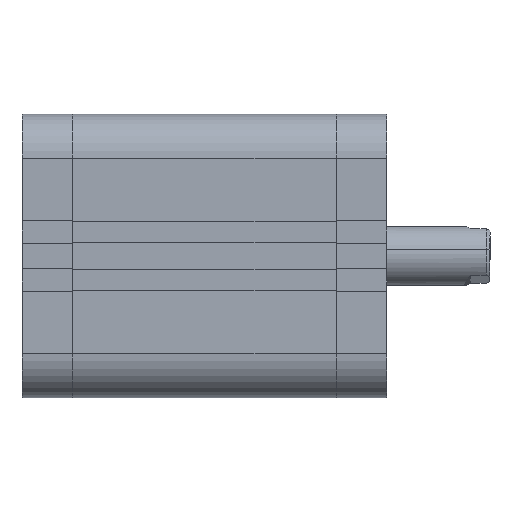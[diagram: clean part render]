
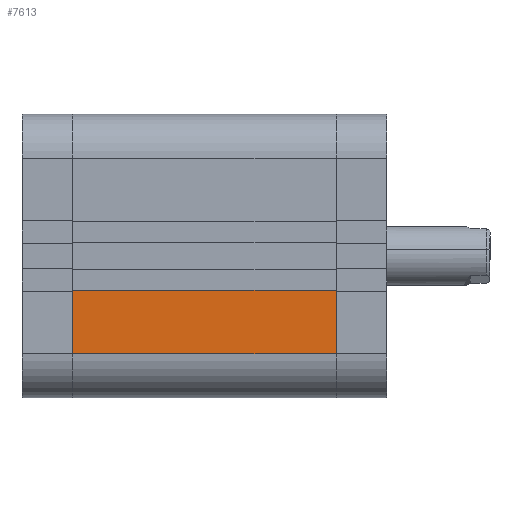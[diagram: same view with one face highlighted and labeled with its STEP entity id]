
A CAD part, front view. The second image highlights one B-rep face of the part: STEP entity #7613.
In plain terms, the highlighted planar face has unit normal (0, -1, 0).
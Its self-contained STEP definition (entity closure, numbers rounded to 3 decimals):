
#1118 = CARTESIAN_POINT ( 'NONE',  ( 71.5, -38.5, -9.3 ) ) ;
#2128 = DIRECTION ( 'NONE',  ( 0., 1., 0. ) ) ;
#2397 = LINE ( 'NONE', #28935, #32038 ) ;
#2477 = DIRECTION ( 'NONE',  ( 0., 0., 1. ) ) ;
#3754 = VERTEX_POINT ( 'NONE', #1118 ) ;
#5475 = EDGE_LOOP ( 'NONE', ( #15025, #15241, #18054, #18426 ) ) ;
#7612 = LINE ( 'NONE', #13234, #13533 ) ;
#7613 = ADVANCED_FACE ( 'NONE', ( #25565 ), #33680, .F. ) ;
#8403 = EDGE_CURVE ( 'NONE', #13187, #19121, #2397, .T. ) ;
#9720 = LINE ( 'NONE', #33643, #12900 ) ;
#10796 = EDGE_CURVE ( 'NONE', #3754, #13187, #23383, .T. ) ;
#11498 = EDGE_CURVE ( 'NONE', #19121, #16190, #7612, .T. ) ;
#12900 = VECTOR ( 'NONE', #18119, 1000. ) ;
#13187 = VERTEX_POINT ( 'NONE', #29870 ) ;
#13234 = CARTESIAN_POINT ( 'NONE',  ( 71.5, -38.5, -26.5 ) ) ;
#13533 = VECTOR ( 'NONE', #32234, 1000. ) ;
#13995 = AXIS2_PLACEMENT_3D ( 'NONE', #25035, #2128, #2477 ) ;
#15025 = ORIENTED_EDGE ( 'NONE', *, *, #10796, .T. ) ;
#15241 = ORIENTED_EDGE ( 'NONE', *, *, #8403, .T. ) ;
#15988 = CARTESIAN_POINT ( 'NONE',  ( 71.501, -38.5, -9.3 ) ) ;
#16190 = VERTEX_POINT ( 'NONE', #23911 ) ;
#18054 = ORIENTED_EDGE ( 'NONE', *, *, #11498, .T. ) ;
#18119 = DIRECTION ( 'NONE',  ( 0., 0., -1. ) ) ;
#18426 = ORIENTED_EDGE ( 'NONE', *, *, #30513, .F. ) ;
#18445 = DIRECTION ( 'NONE',  ( -1., 0., 0. ) ) ;
#19121 = VERTEX_POINT ( 'NONE', #20945 ) ;
#20945 = CARTESIAN_POINT ( 'NONE',  ( 0., -38.5, -26.5 ) ) ;
#21357 = VECTOR ( 'NONE', #18445, 1000. ) ;
#23383 = LINE ( 'NONE', #15988, #21357 ) ;
#23911 = CARTESIAN_POINT ( 'NONE',  ( 71.5, -38.5, -26.5 ) ) ;
#25035 = CARTESIAN_POINT ( 'NONE',  ( 71.5, -38.5, -38.5 ) ) ;
#25565 = FACE_OUTER_BOUND ( 'NONE', #5475, .T. ) ;
#26300 = DIRECTION ( 'NONE',  ( 0., 0., -1. ) ) ;
#28935 = CARTESIAN_POINT ( 'NONE',  ( 0., -38.5, -38.5 ) ) ;
#29870 = CARTESIAN_POINT ( 'NONE',  ( 0., -38.5, -9.3 ) ) ;
#30513 = EDGE_CURVE ( 'NONE', #3754, #16190, #9720, .T. ) ;
#32038 = VECTOR ( 'NONE', #26300, 1000. ) ;
#32234 = DIRECTION ( 'NONE',  ( 1., 0., 0. ) ) ;
#33643 = CARTESIAN_POINT ( 'NONE',  ( 71.5, -38.5, -38.5 ) ) ;
#33680 = PLANE ( 'NONE',  #13995 ) ;
